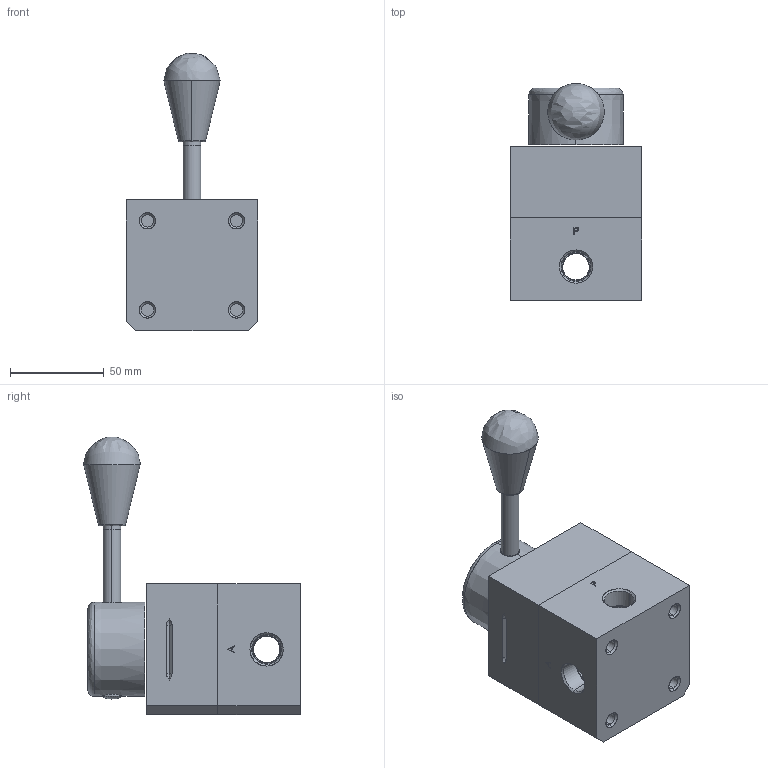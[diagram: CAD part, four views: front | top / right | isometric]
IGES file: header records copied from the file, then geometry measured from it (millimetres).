
Start section: SolidWorks IGES file using analytic representation for surfaces
Global section: file name: ECA'182-E1D.IGS; native system: SolidWorks 2017; preprocessor: SolidWorks 2017; author: lpn; date: 190603.124537; units: millimetre
Bounding box: 70 x 115.69 x 148.43 mm (x, y, z)
Surface area: 53655.3 mm2 (no closed solid volume)
Topology: 0 solids, 0 shells, 186 faces, 2570 edges, 2569 vertices
Faces by surface type: revolution 98, bspline 88
